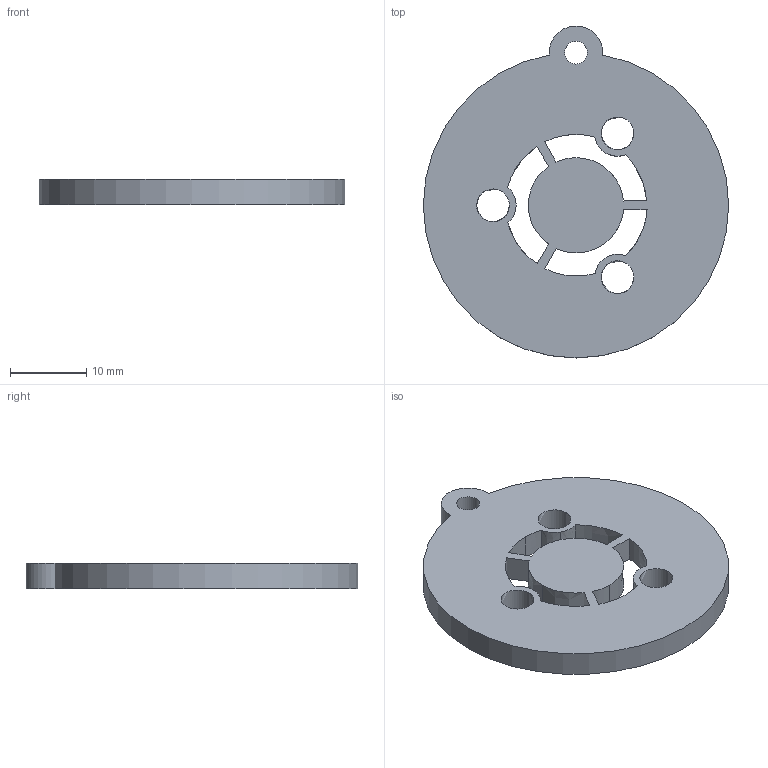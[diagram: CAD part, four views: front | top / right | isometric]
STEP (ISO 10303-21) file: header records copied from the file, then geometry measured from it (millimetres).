
FILE_DESCRIPTION(('FreeCAD Model'),'2;1');
FILE_NAME('ubuntu_chain.step','2015-03-04T21:03:48',('FreeCAD'),('FreeCAD'), 'Open CASCADE STEP processor 6.7','FreeCAD','Unknown');
FILE_SCHEMA(('AUTOMOTIVE_DESIGN_CC2 { 1 2 10303 214 -1 1 5 4 }'));
Length unit declared in the file: millimetre
Products named in the file (1): Moneda
Bounding box: 40 x 43.5 x 3.3 mm (x, y, z)
Volume: 3636.8 mm3; surface area: 3162.6 mm2
Topology: 1 solids, 1 shells, 36 faces, 102 edges, 68 vertices
Faces by surface type: extrusion 29, cylinder 5, plane 2
Full cylindrical faces by diameter (mm): 3 x1
Entity records: 2730 total; most frequent: CARTESIAN_POINT 895, DIRECTION 231, ORIENTED_EDGE 204, PCURVE 204, DEFINITIONAL_REPRESENTATION 204, VECTOR 195, LINE 166, B_SPLINE_CURVE_WITH_KNOTS 134
